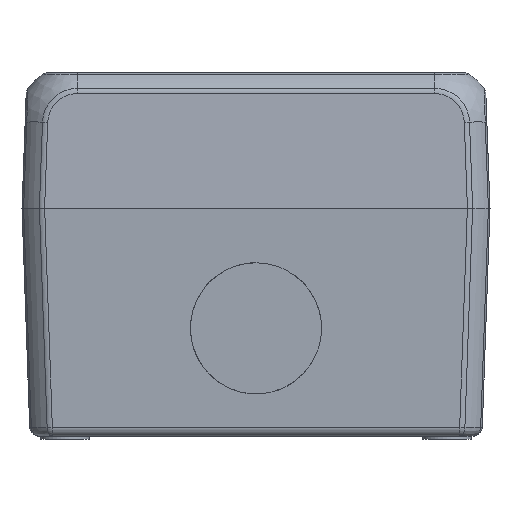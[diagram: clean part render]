
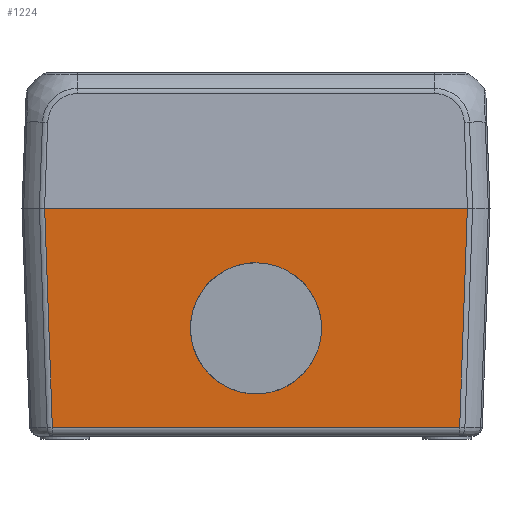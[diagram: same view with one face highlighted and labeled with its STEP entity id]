
A CAD part, front view. The second image highlights one B-rep face of the part: STEP entity #1224.
In plain terms, the highlighted planar face has unit normal (0, -0.999, -0.035).
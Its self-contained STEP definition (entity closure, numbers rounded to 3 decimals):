
#314 = DIRECTION ( 'NONE',  ( -1., 0., 0. ) ) ;
#386 = AXIS2_PLACEMENT_3D ( 'NONE', #817, #850, #2797 ) ;
#533 = CARTESIAN_POINT ( 'NONE',  ( -33.468, -100., 37.5 ) ) ;
#571 = CARTESIAN_POINT ( 'NONE',  ( 21.3, -99.689, 28.65 ) ) ;
#698 =( BOUNDED_CURVE ( )  B_SPLINE_CURVE ( 3, ( #5508, #571, #2422, #3039, #2349, #5473, #6090 ),
 .UNSPECIFIED., .T., .F. ) 
 B_SPLINE_CURVE_WITH_KNOTS ( ( 4, 3, 4 ),
 ( 0., 3.142, 6.283 ),
 .UNSPECIFIED. ) 
 CURVE ( )  GEOMETRIC_REPRESENTATION_ITEM ( )  RATIONAL_B_SPLINE_CURVE ( ( 1., 0.333, 0.333, 1., 0.333, 0.333, 1. ) ) 
 REPRESENTATION_ITEM ( '' )  );
#817 = CARTESIAN_POINT ( 'NONE',  ( -33.468, -98.7, 0.5 ) ) ;
#850 = DIRECTION ( 'NONE',  ( 0., -0.999, -0.035 ) ) ;
#914 = VECTOR ( 'NONE', #314, 1000. ) ;
#1079 = VERTEX_POINT ( 'NONE', #5686 ) ;
#1224 = ADVANCED_FACE ( 'NONE', ( #2762, #3890 ), #6956, .T. ) ;
#1374 = EDGE_CURVE ( 'NONE', #6291, #1079, #3479, .T. ) ;
#1621 = EDGE_CURVE ( 'NONE', #4038, #3027, #7095, .T. ) ;
#1861 = DIRECTION ( 'NONE',  ( 0.035, 0.035, -0.999 ) ) ;
#2159 = VERTEX_POINT ( 'NONE', #5901 ) ;
#2349 = CARTESIAN_POINT ( 'NONE',  ( -21.3, -98.941, 7.35 ) ) ;
#2422 = CARTESIAN_POINT ( 'NONE',  ( 21.3, -98.941, 7.35 ) ) ;
#2473 = CARTESIAN_POINT ( 'NONE',  ( -34.322, -100., 37.5 ) ) ;
#2762 = FACE_BOUND ( 'NONE', #5126, .T. ) ;
#2797 = DIRECTION ( 'NONE',  ( 0., 0.035, -0.999 ) ) ;
#3027 = VERTEX_POINT ( 'NONE', #6892 ) ;
#3036 = CARTESIAN_POINT ( 'NONE',  ( 34.322, -100., 37.5 ) ) ;
#3039 = CARTESIAN_POINT ( 'NONE',  ( 0., -98.941, 7.35 ) ) ;
#3327 = EDGE_CURVE ( 'NONE', #1079, #3027, #5980, .T. ) ;
#3385 = CARTESIAN_POINT ( 'NONE',  ( -33.468, -98.751, 1.947 ) ) ;
#3479 = LINE ( 'NONE', #533, #5573 ) ;
#3675 = EDGE_CURVE ( 'NONE', #4038, #6291, #4118, .T. ) ;
#3890 = FACE_OUTER_BOUND ( 'NONE', #7021, .T. ) ;
#3941 = ORIENTED_EDGE ( 'NONE', *, *, #3327, .T. ) ;
#4038 = VERTEX_POINT ( 'NONE', #5988 ) ;
#4118 = LINE ( 'NONE', #5538, #6395 ) ;
#4674 = ORIENTED_EDGE ( 'NONE', *, *, #1621, .F. ) ;
#4766 = EDGE_CURVE ( 'NONE', #2159, #2159, #698, .T. ) ;
#5126 = EDGE_LOOP ( 'NONE', ( #6774 ) ) ;
#5169 = ORIENTED_EDGE ( 'NONE', *, *, #3675, .T. ) ;
#5473 = CARTESIAN_POINT ( 'NONE',  ( -21.3, -99.689, 28.65 ) ) ;
#5508 = CARTESIAN_POINT ( 'NONE',  ( 0., -99.689, 28.65 ) ) ;
#5538 = CARTESIAN_POINT ( 'NONE',  ( 33.073, -98.751, 1.947 ) ) ;
#5573 = VECTOR ( 'NONE', #7763, 1000. ) ;
#5686 = CARTESIAN_POINT ( 'NONE',  ( -34.322, -100., 37.5 ) ) ;
#5901 = CARTESIAN_POINT ( 'NONE',  ( 0., -99.689, 28.65 ) ) ;
#5980 = LINE ( 'NONE', #2473, #7441 ) ;
#5988 = CARTESIAN_POINT ( 'NONE',  ( 33.073, -98.751, 1.947 ) ) ;
#6090 = CARTESIAN_POINT ( 'NONE',  ( 0., -99.689, 28.65 ) ) ;
#6291 = VERTEX_POINT ( 'NONE', #3036 ) ;
#6395 = VECTOR ( 'NONE', #6733, 1000. ) ;
#6733 = DIRECTION ( 'NONE',  ( 0.035, -0.035, 0.999 ) ) ;
#6774 = ORIENTED_EDGE ( 'NONE', *, *, #4766, .T. ) ;
#6892 = CARTESIAN_POINT ( 'NONE',  ( -33.073, -98.751, 1.947 ) ) ;
#6956 = PLANE ( 'NONE',  #386 ) ;
#7021 = EDGE_LOOP ( 'NONE', ( #7848, #3941, #4674, #5169 ) ) ;
#7095 = LINE ( 'NONE', #3385, #914 ) ;
#7441 = VECTOR ( 'NONE', #1861, 1000. ) ;
#7763 = DIRECTION ( 'NONE',  ( -1., 0., 0. ) ) ;
#7848 = ORIENTED_EDGE ( 'NONE', *, *, #1374, .T. ) ;
